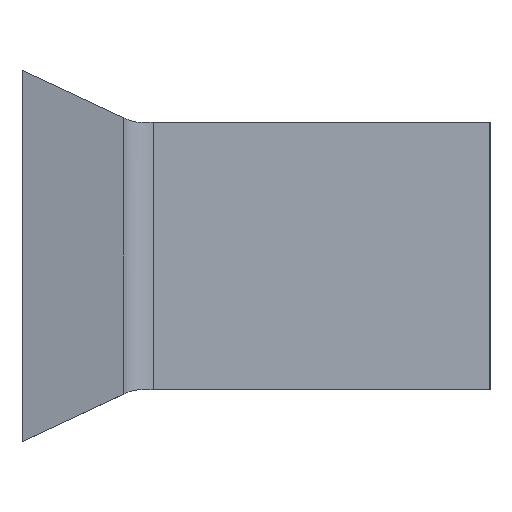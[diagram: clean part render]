
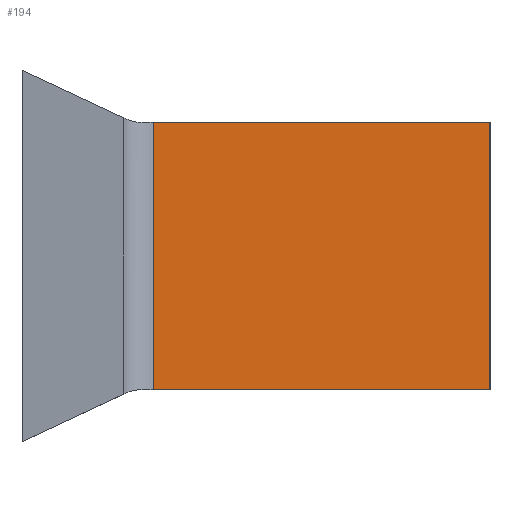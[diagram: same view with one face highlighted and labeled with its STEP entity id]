
A CAD part, left-side view. The second image highlights one B-rep face of the part: STEP entity #194.
In plain terms, the highlighted planar face has unit normal (-1, 0, 0).
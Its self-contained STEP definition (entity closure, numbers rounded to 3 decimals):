
#35 = EDGE_LOOP ( 'NONE', ( #190, #475, #1083, #406 ) ) ;
#85 = PLANE ( 'NONE',  #122 ) ;
#122 = AXIS2_PLACEMENT_3D ( 'NONE', #1078, #401, #592 ) ;
#151 = DIRECTION ( 'NONE',  ( 0., 0., 1. ) ) ;
#165 = LINE ( 'NONE', #591, #950 ) ;
#174 = EDGE_CURVE ( 'NONE', #772, #1291, #601, .T. ) ;
#190 = ORIENTED_EDGE ( 'NONE', *, *, #715, .F. ) ;
#194 = ADVANCED_FACE ( 'NONE', ( #990 ), #85, .F. ) ;
#401 = DIRECTION ( 'NONE',  ( 1., 0., 0. ) ) ;
#406 = ORIENTED_EDGE ( 'NONE', *, *, #821, .T. ) ;
#415 = LINE ( 'NONE', #1160, #1082 ) ;
#445 = VERTEX_POINT ( 'NONE', #1030 ) ;
#448 = EDGE_CURVE ( 'NONE', #1291, #445, #415, .T. ) ;
#475 = ORIENTED_EDGE ( 'NONE', *, *, #174, .T. ) ;
#503 = VECTOR ( 'NONE', #1272, 1000. ) ;
#512 = DIRECTION ( 'NONE',  ( 0., -1., 0. ) ) ;
#575 = CARTESIAN_POINT ( 'NONE',  ( -77., 15.117, 6. ) ) ;
#591 = CARTESIAN_POINT ( 'NONE',  ( -77., 0., -6. ) ) ;
#592 = DIRECTION ( 'NONE',  ( 0., 0., -1. ) ) ;
#594 = LINE ( 'NONE', #633, #1077 ) ;
#601 = LINE ( 'NONE', #820, #503 ) ;
#633 = CARTESIAN_POINT ( 'NONE',  ( -77., 16., 6. ) ) ;
#715 = EDGE_CURVE ( 'NONE', #772, #911, #594, .T. ) ;
#735 = CARTESIAN_POINT ( 'NONE',  ( -77., 15.117, -6. ) ) ;
#744 = CARTESIAN_POINT ( 'NONE',  ( -77., 0., 6. ) ) ;
#772 = VERTEX_POINT ( 'NONE', #575 ) ;
#820 = CARTESIAN_POINT ( 'NONE',  ( -77., 15.117, -6. ) ) ;
#821 = EDGE_CURVE ( 'NONE', #445, #911, #165, .T. ) ;
#911 = VERTEX_POINT ( 'NONE', #744 ) ;
#950 = VECTOR ( 'NONE', #151, 1000. ) ;
#969 = DIRECTION ( 'NONE',  ( 0., -1., 0. ) ) ;
#990 = FACE_OUTER_BOUND ( 'NONE', #35, .T. ) ;
#1030 = CARTESIAN_POINT ( 'NONE',  ( -77., 0., -6. ) ) ;
#1077 = VECTOR ( 'NONE', #512, 1000. ) ;
#1078 = CARTESIAN_POINT ( 'NONE',  ( -77., 16., -6. ) ) ;
#1082 = VECTOR ( 'NONE', #969, 1000. ) ;
#1083 = ORIENTED_EDGE ( 'NONE', *, *, #448, .T. ) ;
#1160 = CARTESIAN_POINT ( 'NONE',  ( -77., 16., -6. ) ) ;
#1272 = DIRECTION ( 'NONE',  ( 0., 0., -1. ) ) ;
#1291 = VERTEX_POINT ( 'NONE', #735 ) ;
